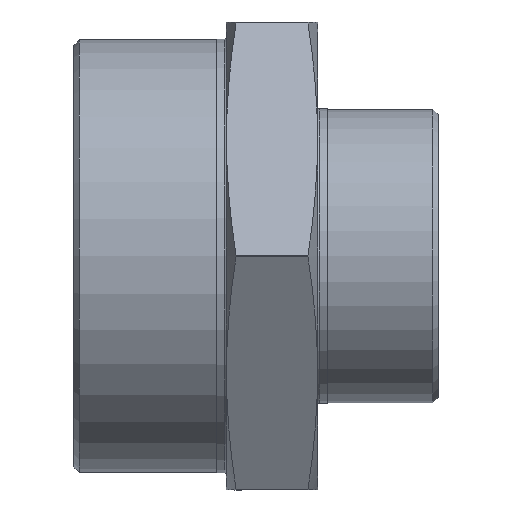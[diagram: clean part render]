
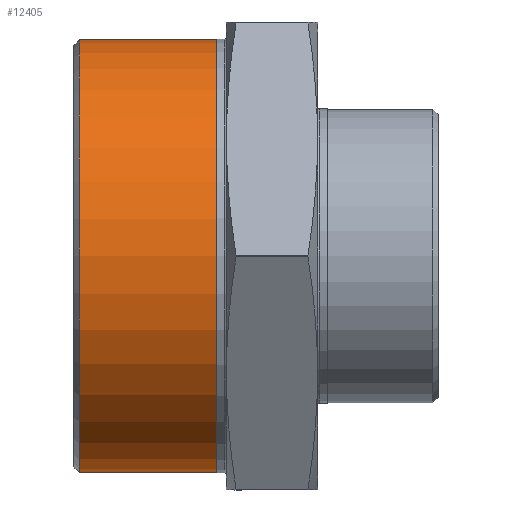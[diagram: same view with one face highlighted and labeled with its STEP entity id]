
A CAD part, front view. The second image highlights one B-rep face of the part: STEP entity #12405.
In plain terms, the highlighted cylindrical face has radius 43.942 mm (diameter 87.884 mm), a full revolution.
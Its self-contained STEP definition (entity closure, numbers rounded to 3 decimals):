
#1416 = AXIS2_PLACEMENT_3D ( 'NONE', #2005, #2035, #2003 ) ;
#2001 = FACE_OUTER_BOUND ( 'NONE', #14080, .T. ) ;
#2003 = DIRECTION ( 'NONE',  ( 0., 0., 1. ) ) ;
#2005 = CARTESIAN_POINT ( 'NONE',  ( 0., 0., 0. ) ) ;
#2035 = DIRECTION ( 'NONE',  ( -1., 0., 0. ) ) ;
#2046 = FACE_OUTER_BOUND ( 'NONE', #14086, .T. ) ;
#2047 = CYLINDRICAL_SURFACE ( 'NONE', #1416, 43.942 ) ;
#2897 = EDGE_CURVE ( 'NONE', #3437, #3437, #3725, .T. ) ;
#2924 = EDGE_CURVE ( 'NONE', #3490, #3490, #3788, .T. ) ;
#3432 = CARTESIAN_POINT ( 'NONE',  ( -11.25, 0., 43.942 ) ) ;
#3437 = VERTEX_POINT ( 'NONE', #3432 ) ;
#3490 = VERTEX_POINT ( 'NONE', #3511 ) ;
#3511 = CARTESIAN_POINT ( 'NONE',  ( -39.125, 0., 43.942 ) ) ;
#3714 = AXIS2_PLACEMENT_3D ( 'NONE', #10689, #10693, #10704 ) ;
#3725 = CIRCLE ( 'NONE', #3714, 43.942 ) ;
#3757 = AXIS2_PLACEMENT_3D ( 'NONE', #10745, #10746, #10747 ) ;
#3788 = CIRCLE ( 'NONE', #3757, 43.942 ) ;
#6296 = ORIENTED_EDGE ( 'NONE', *, *, #2897, .T. ) ;
#6303 = ORIENTED_EDGE ( 'NONE', *, *, #2924, .F. ) ;
#10689 = CARTESIAN_POINT ( 'NONE',  ( -11.25, 0., 0. ) ) ;
#10693 = DIRECTION ( 'NONE',  ( -1., 0., 0. ) ) ;
#10704 = DIRECTION ( 'NONE',  ( 0., 0., 1. ) ) ;
#10745 = CARTESIAN_POINT ( 'NONE',  ( -39.125, 0., 0. ) ) ;
#10746 = DIRECTION ( 'NONE',  ( -1., 0., 0. ) ) ;
#10747 = DIRECTION ( 'NONE',  ( 0., 0., 1. ) ) ;
#12405 = ADVANCED_FACE ( 'NONE', ( #2046, #2001 ), #2047, .T. ) ;
#14080 = EDGE_LOOP ( 'NONE', ( #6303 ) ) ;
#14086 = EDGE_LOOP ( 'NONE', ( #6296 ) ) ;
